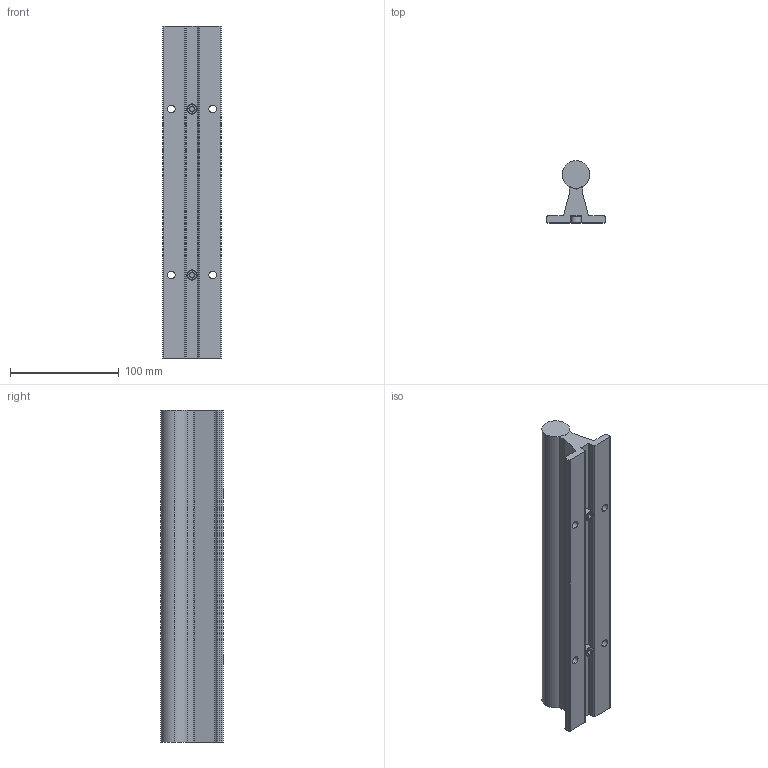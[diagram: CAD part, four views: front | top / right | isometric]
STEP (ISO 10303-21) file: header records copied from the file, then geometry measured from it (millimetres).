
FILE_DESCRIPTION (( 'STEP AP203' ), '1' );
FILE_NAME ('SRA16SS-012.000-SL.step', '2023-06-07T12:39:52', ( '' ), ( '' ), 'SwSTEP 2.0', 'SolidWorks 2021', '' );
FILE_SCHEMA (( 'CONFIG_CONTROL_DESIGN' ));
Length unit declared in the file: inch
Products named in the file (1): SRA16SS-012.000-SL
Bounding box: 53.98 x 57.15 x 304.8 mm (x, y, z)
Volume: 366674.3 mm3; surface area: 84261.8 mm2
Topology: 4 solids, 4 shells, 123 faces, 289 edges, 176 vertices
Faces by surface type: plane 49, cylinder 44, cone 30
Entity records: 3788 total; most frequent: CARTESIAN_POINT 855, DIRECTION 617, ORIENTED_EDGE 570, EDGE_CURVE 285, AXIS2_PLACEMENT_3D 230, VERTEX_POINT 176, LINE 157, VECTOR 157
